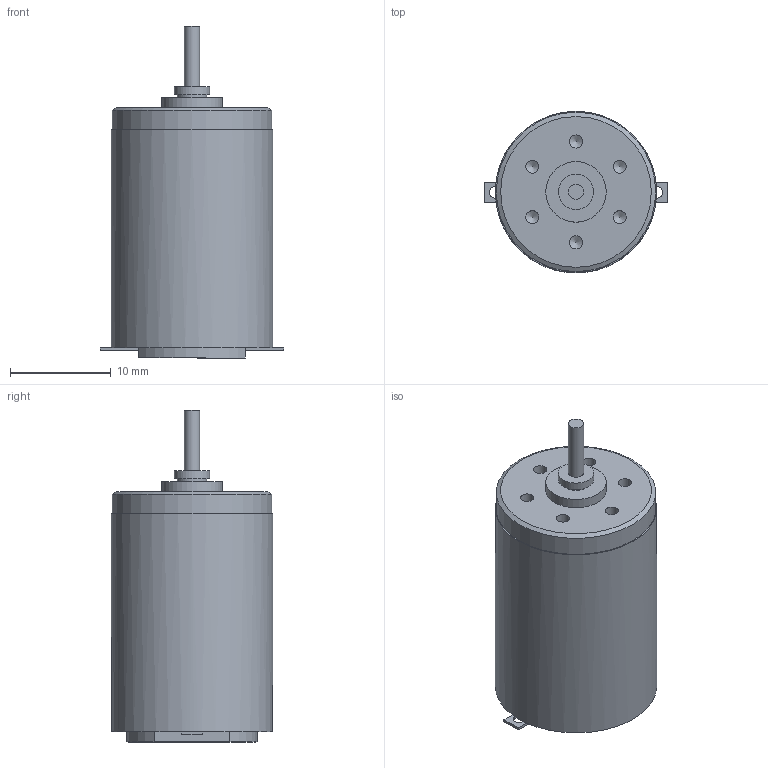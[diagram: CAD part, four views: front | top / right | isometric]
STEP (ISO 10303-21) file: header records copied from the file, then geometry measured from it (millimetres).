
FILE_DESCRIPTION(/* description */ (''),/* implementation_level */ '2;1');
FILE_NAME(/* name */ '1624TS.stp',/* time_stamp */ '2011-12-21T23:03:25+06:00',/* author */ (''),/* organization */ (''),/* preprocessor_version */ 'ST-DEVELOPER v11',/* originating_system */ 'SIEMENS PLM Software NX 7.5',/* authorisation */ '');
FILE_SCHEMA (('CONFIG_CONTROL_DESIGN'));
Length unit declared in the file: millimetre
Products named in the file (1): 1624TS
Bounding box: 18.2 x 16 x 32.9 mm (x, y, z)
Volume: 4918.4 mm3; surface area: 1780.7 mm2
Topology: 1 solids, 1 shells, 52 faces, 132 edges, 85 vertices
Faces by surface type: plane 27, cylinder 18, cone 7
Full cylindrical faces by diameter (mm): 1.3 x6, 1.5 x1, 2.9 x1, 3.5 x1, 6 x1, 15.8 x1, 16 x1
Entity records: 1474 total; most frequent: DIRECTION 250, CARTESIAN_POINT 231, ORIENTED_EDGE 200, EDGE_CURVE 100, AXIS2_PLACEMENT_3D 97, EDGE_LOOP 78, VERTEX_POINT 78, FACE_BOUND 58
